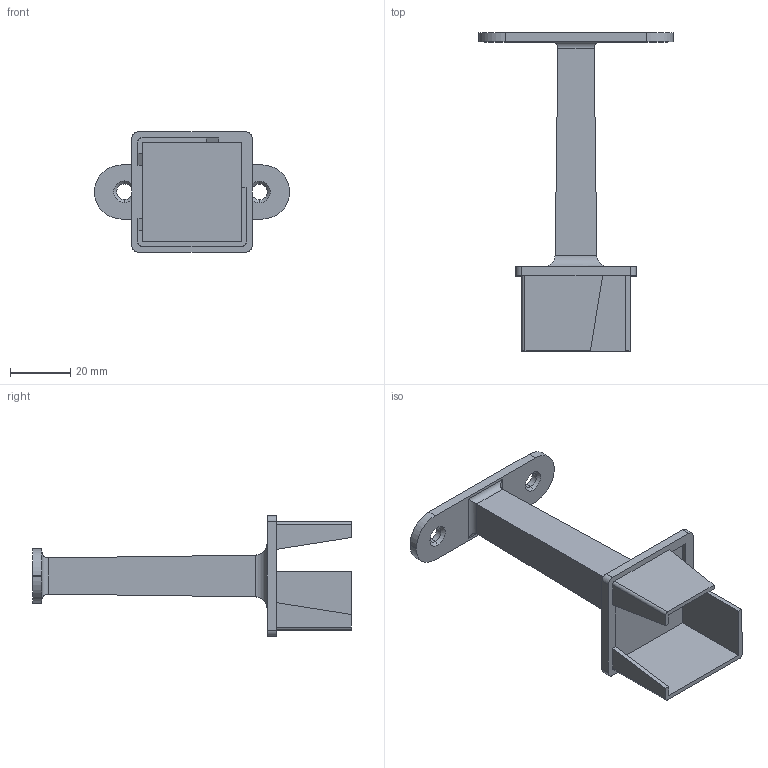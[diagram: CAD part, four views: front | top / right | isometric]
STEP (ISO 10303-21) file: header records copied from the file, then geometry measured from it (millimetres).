
FILE_DESCRIPTION (( 'STEP AP203' ), '1' );
FILE_NAME ('3D_GC2312_40x40x2_188702160.STEP', '2024-10-14T11:17:29', ( '' ), ( '' ), 'SwSTEP 2.0', 'SolidWorks 2024', '' );
FILE_SCHEMA (( 'CONFIG_CONTROL_DESIGN' ));
Length unit declared in the file: millimetre
Products named in the file (1): 3D_GC2312_40x40x2_188702160
Bounding box: 65 x 106 x 40 mm (x, y, z)
Volume: 22635.2 mm3; surface area: 14556.9 mm2
Topology: 1 solids, 1 shells, 59 faces, 150 edges, 96 vertices
Faces by surface type: plane 32, cylinder 23, cone 4
Entity records: 1847 total; most frequent: CARTESIAN_POINT 330, ORIENTED_EDGE 300, DIRECTION 296, EDGE_CURVE 150, LINE 108, VECTOR 108, VERTEX_POINT 96, AXIS2_PLACEMENT_3D 94
